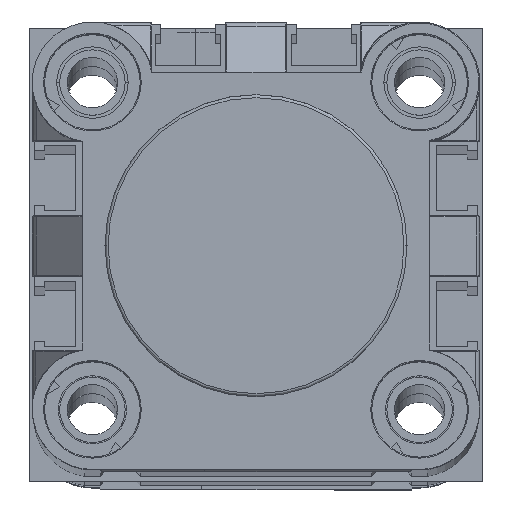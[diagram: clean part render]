
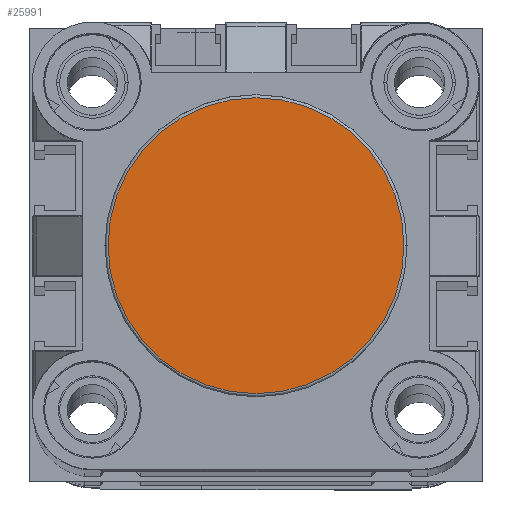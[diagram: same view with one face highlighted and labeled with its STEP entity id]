
A CAD part, top view. The second image highlights one B-rep face of the part: STEP entity #25991.
In plain terms, the highlighted planar face has unit normal (0, 0, 1).
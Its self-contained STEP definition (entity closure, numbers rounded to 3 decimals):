
#352 = DIRECTION ( 'NONE',  ( 1., 0., 0. ) ) ;
#572 = DIRECTION ( 'NONE',  ( 0., 0., 1. ) ) ;
#1032 = CARTESIAN_POINT ( 'NONE',  ( 17.25, -17.25, 30. ) ) ;
#1033 = VERTEX_POINT ( 'NONE', #13250 ) ;
#1144 = EDGE_CURVE ( 'NONE', #26416, #1033, #25636, .T. ) ;
#3759 = CARTESIAN_POINT ( 'NONE',  ( 17.25, -17.25, 30. ) ) ;
#5009 = FACE_OUTER_BOUND ( 'NONE', #12780, .T. ) ;
#6287 = DIRECTION ( 'NONE',  ( 1., 0., 0. ) ) ;
#6370 = CARTESIAN_POINT ( 'NONE',  ( 2.55, -17.25, 30. ) ) ;
#10066 = CIRCLE ( 'NONE', #19368, 14.7 ) ;
#10507 = AXIS2_PLACEMENT_3D ( 'NONE', #1032, #572, #352 ) ;
#12780 = EDGE_LOOP ( 'NONE', ( #15888, #15557 ) ) ;
#13250 = CARTESIAN_POINT ( 'NONE',  ( 31.95, -17.25, 30. ) ) ;
#15557 = ORIENTED_EDGE ( 'NONE', *, *, #1144, .T. ) ;
#15888 = ORIENTED_EDGE ( 'NONE', *, *, #28616, .T. ) ;
#16797 = DIRECTION ( 'NONE',  ( 0., 0., 1. ) ) ;
#16907 = DIRECTION ( 'NONE',  ( 1., 0., 0. ) ) ;
#17667 = AXIS2_PLACEMENT_3D ( 'NONE', #29307, #16797, #16907 ) ;
#19368 = AXIS2_PLACEMENT_3D ( 'NONE', #3759, #21292, #6287 ) ;
#21292 = DIRECTION ( 'NONE',  ( 0., 0., 1. ) ) ;
#25636 = CIRCLE ( 'NONE', #10507, 14.7 ) ;
#25991 = ADVANCED_FACE ( 'NONE', ( #5009 ), #31797, .T. ) ;
#26416 = VERTEX_POINT ( 'NONE', #6370 ) ;
#28616 = EDGE_CURVE ( 'NONE', #1033, #26416, #10066, .T. ) ;
#29307 = CARTESIAN_POINT ( 'NONE',  ( 17.25, -17.25, 30. ) ) ;
#31797 = PLANE ( 'NONE',  #17667 ) ;
